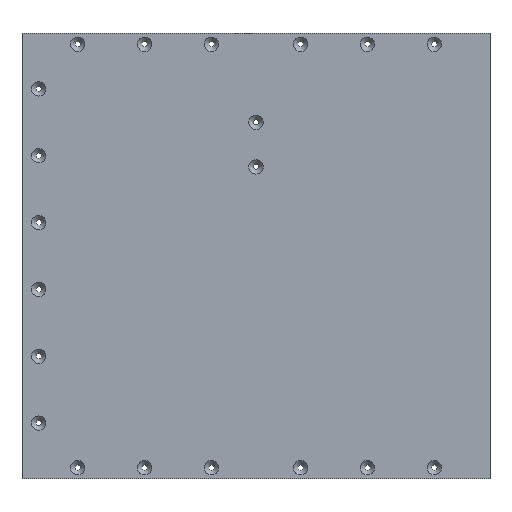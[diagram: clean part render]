
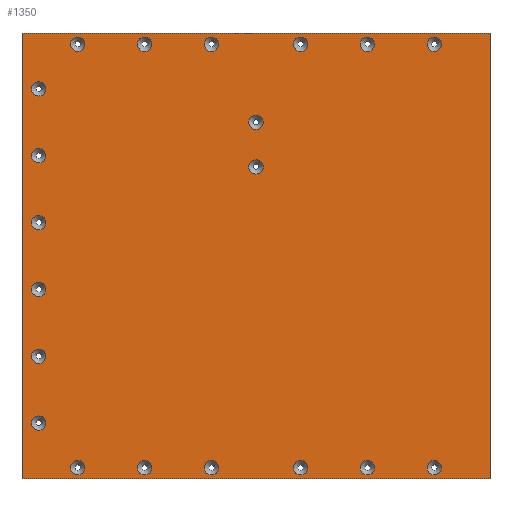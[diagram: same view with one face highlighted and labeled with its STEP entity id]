
A CAD part, top view. The second image highlights one B-rep face of the part: STEP entity #1350.
In plain terms, the highlighted planar face has unit normal (0, 0, 1).
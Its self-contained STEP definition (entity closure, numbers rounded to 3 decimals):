
#41=FACE_BOUND('',#175,.T.);
#42=FACE_BOUND('',#176,.T.);
#43=FACE_BOUND('',#177,.T.);
#44=FACE_BOUND('',#178,.T.);
#45=FACE_BOUND('',#179,.T.);
#46=FACE_BOUND('',#180,.T.);
#47=FACE_BOUND('',#181,.T.);
#48=FACE_BOUND('',#182,.T.);
#49=FACE_BOUND('',#183,.T.);
#50=FACE_BOUND('',#184,.T.);
#51=FACE_BOUND('',#185,.T.);
#52=FACE_BOUND('',#186,.T.);
#53=FACE_BOUND('',#187,.T.);
#54=FACE_BOUND('',#188,.T.);
#55=FACE_BOUND('',#189,.T.);
#56=FACE_BOUND('',#190,.T.);
#57=FACE_BOUND('',#191,.T.);
#58=FACE_BOUND('',#192,.T.);
#59=FACE_BOUND('',#193,.T.);
#60=FACE_BOUND('',#194,.T.);
#93=PLANE('',#1435);
#111=FACE_OUTER_BOUND('',#174,.T.);
#174=EDGE_LOOP('',(#927,#928,#929,#930));
#175=EDGE_LOOP('',(#931));
#176=EDGE_LOOP('',(#932));
#177=EDGE_LOOP('',(#933));
#178=EDGE_LOOP('',(#934));
#179=EDGE_LOOP('',(#935));
#180=EDGE_LOOP('',(#936));
#181=EDGE_LOOP('',(#937));
#182=EDGE_LOOP('',(#938));
#183=EDGE_LOOP('',(#939));
#184=EDGE_LOOP('',(#940));
#185=EDGE_LOOP('',(#941));
#186=EDGE_LOOP('',(#942));
#187=EDGE_LOOP('',(#943));
#188=EDGE_LOOP('',(#944));
#189=EDGE_LOOP('',(#945));
#190=EDGE_LOOP('',(#946));
#191=EDGE_LOOP('',(#947));
#192=EDGE_LOOP('',(#948));
#193=EDGE_LOOP('',(#949));
#194=EDGE_LOOP('',(#950));
#289=LINE('',#2068,#376);
#290=LINE('',#2070,#377);
#291=LINE('',#2072,#378);
#292=LINE('',#2073,#379);
#376=VECTOR('',#1622,10.);
#377=VECTOR('',#1623,10.);
#378=VECTOR('',#1624,10.);
#379=VECTOR('',#1625,10.);
#462=CIRCLE('',#1433,3.25);
#464=CIRCLE('',#1436,3.25);
#465=CIRCLE('',#1437,3.25);
#466=CIRCLE('',#1438,3.25);
#467=CIRCLE('',#1439,3.25);
#468=CIRCLE('',#1440,3.25);
#469=CIRCLE('',#1441,3.25);
#470=CIRCLE('',#1442,3.25);
#471=CIRCLE('',#1443,3.25);
#472=CIRCLE('',#1444,3.25);
#473=CIRCLE('',#1445,3.25);
#474=CIRCLE('',#1446,3.25);
#475=CIRCLE('',#1447,3.25);
#476=CIRCLE('',#1448,3.25);
#477=CIRCLE('',#1449,3.25);
#478=CIRCLE('',#1450,3.25);
#479=CIRCLE('',#1451,3.25);
#480=CIRCLE('',#1452,3.25);
#481=CIRCLE('',#1453,3.25);
#482=CIRCLE('',#1454,3.25);
#578=VERTEX_POINT('',#2060);
#580=VERTEX_POINT('',#2066);
#581=VERTEX_POINT('',#2067);
#582=VERTEX_POINT('',#2069);
#583=VERTEX_POINT('',#2071);
#584=VERTEX_POINT('',#2074);
#585=VERTEX_POINT('',#2076);
#586=VERTEX_POINT('',#2078);
#587=VERTEX_POINT('',#2080);
#588=VERTEX_POINT('',#2082);
#589=VERTEX_POINT('',#2084);
#590=VERTEX_POINT('',#2086);
#591=VERTEX_POINT('',#2088);
#592=VERTEX_POINT('',#2090);
#593=VERTEX_POINT('',#2092);
#594=VERTEX_POINT('',#2094);
#595=VERTEX_POINT('',#2096);
#596=VERTEX_POINT('',#2098);
#597=VERTEX_POINT('',#2100);
#598=VERTEX_POINT('',#2102);
#599=VERTEX_POINT('',#2104);
#600=VERTEX_POINT('',#2106);
#601=VERTEX_POINT('',#2108);
#602=VERTEX_POINT('',#2110);
#720=EDGE_CURVE('',#578,#578,#462,.T.);
#723=EDGE_CURVE('',#580,#581,#289,.T.);
#724=EDGE_CURVE('',#581,#582,#290,.T.);
#725=EDGE_CURVE('',#583,#582,#291,.T.);
#726=EDGE_CURVE('',#580,#583,#292,.T.);
#727=EDGE_CURVE('',#584,#584,#464,.T.);
#728=EDGE_CURVE('',#585,#585,#465,.T.);
#729=EDGE_CURVE('',#586,#586,#466,.T.);
#730=EDGE_CURVE('',#587,#587,#467,.T.);
#731=EDGE_CURVE('',#588,#588,#468,.T.);
#732=EDGE_CURVE('',#589,#589,#469,.T.);
#733=EDGE_CURVE('',#590,#590,#470,.T.);
#734=EDGE_CURVE('',#591,#591,#471,.T.);
#735=EDGE_CURVE('',#592,#592,#472,.T.);
#736=EDGE_CURVE('',#593,#593,#473,.T.);
#737=EDGE_CURVE('',#594,#594,#474,.T.);
#738=EDGE_CURVE('',#595,#595,#475,.T.);
#739=EDGE_CURVE('',#596,#596,#476,.T.);
#740=EDGE_CURVE('',#597,#597,#477,.T.);
#741=EDGE_CURVE('',#598,#598,#478,.T.);
#742=EDGE_CURVE('',#599,#599,#479,.T.);
#743=EDGE_CURVE('',#600,#600,#480,.T.);
#744=EDGE_CURVE('',#601,#601,#481,.T.);
#745=EDGE_CURVE('',#602,#602,#482,.T.);
#927=ORIENTED_EDGE('',*,*,#723,.T.);
#928=ORIENTED_EDGE('',*,*,#724,.T.);
#929=ORIENTED_EDGE('',*,*,#725,.F.);
#930=ORIENTED_EDGE('',*,*,#726,.F.);
#931=ORIENTED_EDGE('',*,*,#727,.F.);
#932=ORIENTED_EDGE('',*,*,#728,.F.);
#933=ORIENTED_EDGE('',*,*,#729,.F.);
#934=ORIENTED_EDGE('',*,*,#730,.F.);
#935=ORIENTED_EDGE('',*,*,#731,.F.);
#936=ORIENTED_EDGE('',*,*,#732,.F.);
#937=ORIENTED_EDGE('',*,*,#733,.F.);
#938=ORIENTED_EDGE('',*,*,#734,.F.);
#939=ORIENTED_EDGE('',*,*,#735,.F.);
#940=ORIENTED_EDGE('',*,*,#736,.F.);
#941=ORIENTED_EDGE('',*,*,#737,.F.);
#942=ORIENTED_EDGE('',*,*,#738,.F.);
#943=ORIENTED_EDGE('',*,*,#739,.F.);
#944=ORIENTED_EDGE('',*,*,#740,.F.);
#945=ORIENTED_EDGE('',*,*,#741,.F.);
#946=ORIENTED_EDGE('',*,*,#742,.F.);
#947=ORIENTED_EDGE('',*,*,#743,.F.);
#948=ORIENTED_EDGE('',*,*,#744,.F.);
#949=ORIENTED_EDGE('',*,*,#745,.F.);
#950=ORIENTED_EDGE('',*,*,#720,.F.);
#1350=ADVANCED_FACE('',(#111,#41,#42,#43,#44,#45,#46,#47,#48,#49,#50,#51,
#52,#53,#54,#55,#56,#57,#58,#59,#60),#93,.T.);
#1433=AXIS2_PLACEMENT_3D('',#2061,#1615,#1616);
#1435=AXIS2_PLACEMENT_3D('',#2065,#1620,#1621);
#1436=AXIS2_PLACEMENT_3D('',#2075,#1626,#1627);
#1437=AXIS2_PLACEMENT_3D('',#2077,#1628,#1629);
#1438=AXIS2_PLACEMENT_3D('',#2079,#1630,#1631);
#1439=AXIS2_PLACEMENT_3D('',#2081,#1632,#1633);
#1440=AXIS2_PLACEMENT_3D('',#2083,#1634,#1635);
#1441=AXIS2_PLACEMENT_3D('',#2085,#1636,#1637);
#1442=AXIS2_PLACEMENT_3D('',#2087,#1638,#1639);
#1443=AXIS2_PLACEMENT_3D('',#2089,#1640,#1641);
#1444=AXIS2_PLACEMENT_3D('',#2091,#1642,#1643);
#1445=AXIS2_PLACEMENT_3D('',#2093,#1644,#1645);
#1446=AXIS2_PLACEMENT_3D('',#2095,#1646,#1647);
#1447=AXIS2_PLACEMENT_3D('',#2097,#1648,#1649);
#1448=AXIS2_PLACEMENT_3D('',#2099,#1650,#1651);
#1449=AXIS2_PLACEMENT_3D('',#2101,#1652,#1653);
#1450=AXIS2_PLACEMENT_3D('',#2103,#1654,#1655);
#1451=AXIS2_PLACEMENT_3D('',#2105,#1656,#1657);
#1452=AXIS2_PLACEMENT_3D('',#2107,#1658,#1659);
#1453=AXIS2_PLACEMENT_3D('',#2109,#1660,#1661);
#1454=AXIS2_PLACEMENT_3D('',#2111,#1662,#1663);
#1615=DIRECTION('center_axis',(0.,0.,1.));
#1616=DIRECTION('ref_axis',(-1.,0.,0.));
#1620=DIRECTION('center_axis',(0.,0.,1.));
#1621=DIRECTION('ref_axis',(1.,0.,0.));
#1622=DIRECTION('',(1.,0.,0.));
#1623=DIRECTION('',(0.,1.,0.));
#1624=DIRECTION('',(1.,0.,0.));
#1625=DIRECTION('',(0.,1.,0.));
#1626=DIRECTION('center_axis',(0.,0.,1.));
#1627=DIRECTION('ref_axis',(-1.,0.,0.));
#1628=DIRECTION('center_axis',(0.,0.,1.));
#1629=DIRECTION('ref_axis',(1.,0.,0.));
#1630=DIRECTION('center_axis',(0.,0.,1.));
#1631=DIRECTION('ref_axis',(1.,0.,0.));
#1632=DIRECTION('center_axis',(0.,0.,1.));
#1633=DIRECTION('ref_axis',(1.,0.,0.));
#1634=DIRECTION('center_axis',(0.,0.,1.));
#1635=DIRECTION('ref_axis',(1.,0.,0.));
#1636=DIRECTION('center_axis',(0.,0.,1.));
#1637=DIRECTION('ref_axis',(-1.,0.,0.));
#1638=DIRECTION('center_axis',(0.,0.,1.));
#1639=DIRECTION('ref_axis',(-1.,0.,0.));
#1640=DIRECTION('center_axis',(0.,0.,1.));
#1641=DIRECTION('ref_axis',(-1.,0.,0.));
#1642=DIRECTION('center_axis',(0.,0.,1.));
#1643=DIRECTION('ref_axis',(-1.,0.,0.));
#1644=DIRECTION('center_axis',(0.,0.,1.));
#1645=DIRECTION('ref_axis',(-1.,0.,0.));
#1646=DIRECTION('center_axis',(0.,0.,1.));
#1647=DIRECTION('ref_axis',(-1.,0.,0.));
#1648=DIRECTION('center_axis',(0.,0.,1.));
#1649=DIRECTION('ref_axis',(-1.,0.,0.));
#1650=DIRECTION('center_axis',(0.,0.,1.));
#1651=DIRECTION('ref_axis',(-1.,0.,0.));
#1652=DIRECTION('center_axis',(0.,0.,1.));
#1653=DIRECTION('ref_axis',(-1.,0.,0.));
#1654=DIRECTION('center_axis',(0.,0.,1.));
#1655=DIRECTION('ref_axis',(1.,0.,0.));
#1656=DIRECTION('center_axis',(0.,0.,1.));
#1657=DIRECTION('ref_axis',(1.,0.,0.));
#1658=DIRECTION('center_axis',(0.,0.,1.));
#1659=DIRECTION('ref_axis',(1.,0.,0.));
#1660=DIRECTION('center_axis',(0.,0.,1.));
#1661=DIRECTION('ref_axis',(1.,0.,0.));
#1662=DIRECTION('center_axis',(0.,0.,1.));
#1663=DIRECTION('ref_axis',(1.,0.,0.));
#2060=CARTESIAN_POINT('',(-101.75,140.,0.));
#2061=CARTESIAN_POINT('Origin',(-105.,140.,0.));
#2065=CARTESIAN_POINT('Origin',(-210.,0.,0.));
#2066=CARTESIAN_POINT('',(-210.,0.,0.));
#2067=CARTESIAN_POINT('',(0.,0.,0.));
#2068=CARTESIAN_POINT('',(-210.,0.,0.));
#2069=CARTESIAN_POINT('',(0.,200.,0.));
#2070=CARTESIAN_POINT('',(0.,0.,0.));
#2071=CARTESIAN_POINT('',(-210.,200.,0.));
#2072=CARTESIAN_POINT('',(-210.,200.,0.));
#2073=CARTESIAN_POINT('',(-210.,0.,0.));
#2074=CARTESIAN_POINT('',(-101.75,160.,0.));
#2075=CARTESIAN_POINT('Origin',(-105.,160.,0.));
#2076=CARTESIAN_POINT('',(-58.25,5.,0.));
#2077=CARTESIAN_POINT('Origin',(-55.,5.,0.));
#2078=CARTESIAN_POINT('',(-128.25,5.,0.));
#2079=CARTESIAN_POINT('Origin',(-125.,5.,0.));
#2080=CARTESIAN_POINT('',(-188.25,5.,0.));
#2081=CARTESIAN_POINT('Origin',(-185.,5.,0.));
#2082=CARTESIAN_POINT('',(-188.25,195.,0.));
#2083=CARTESIAN_POINT('Origin',(-185.,195.,0.));
#2084=CARTESIAN_POINT('',(-21.75,195.,0.));
#2085=CARTESIAN_POINT('Origin',(-25.,195.,0.));
#2086=CARTESIAN_POINT('',(-81.75,195.,0.));
#2087=CARTESIAN_POINT('Origin',(-85.,195.,0.));
#2088=CARTESIAN_POINT('',(-199.25,145.,0.));
#2089=CARTESIAN_POINT('Origin',(-202.5,145.,0.));
#2090=CARTESIAN_POINT('',(-199.25,85.,0.));
#2091=CARTESIAN_POINT('Origin',(-202.5,85.,0.));
#2092=CARTESIAN_POINT('',(-199.25,25.,0.));
#2093=CARTESIAN_POINT('Origin',(-202.5,25.,0.));
#2094=CARTESIAN_POINT('',(-199.25,55.,0.));
#2095=CARTESIAN_POINT('Origin',(-202.5,55.,0.));
#2096=CARTESIAN_POINT('',(-199.25,115.,0.));
#2097=CARTESIAN_POINT('Origin',(-202.5,115.,0.));
#2098=CARTESIAN_POINT('',(-199.25,175.,0.));
#2099=CARTESIAN_POINT('Origin',(-202.5,175.,0.));
#2100=CARTESIAN_POINT('',(-51.75,195.,0.));
#2101=CARTESIAN_POINT('Origin',(-55.,195.,0.));
#2102=CARTESIAN_POINT('',(-128.25,195.,0.));
#2103=CARTESIAN_POINT('Origin',(-125.,195.,0.));
#2104=CARTESIAN_POINT('',(-158.25,195.,0.));
#2105=CARTESIAN_POINT('Origin',(-155.,195.,0.));
#2106=CARTESIAN_POINT('',(-158.25,5.,0.));
#2107=CARTESIAN_POINT('Origin',(-155.,5.,0.));
#2108=CARTESIAN_POINT('',(-88.25,5.,0.));
#2109=CARTESIAN_POINT('Origin',(-85.,5.,0.));
#2110=CARTESIAN_POINT('',(-28.25,5.,0.));
#2111=CARTESIAN_POINT('Origin',(-25.,5.,0.));
